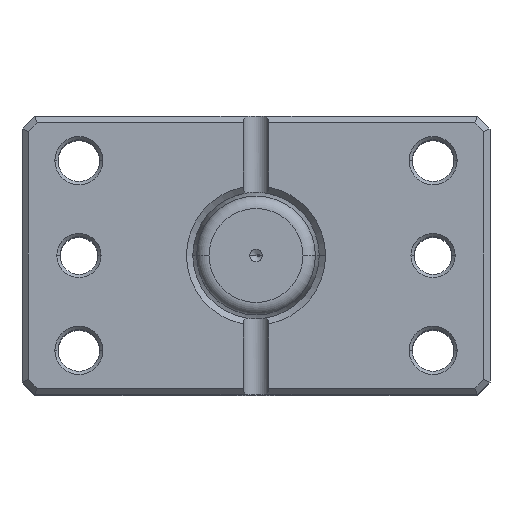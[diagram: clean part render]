
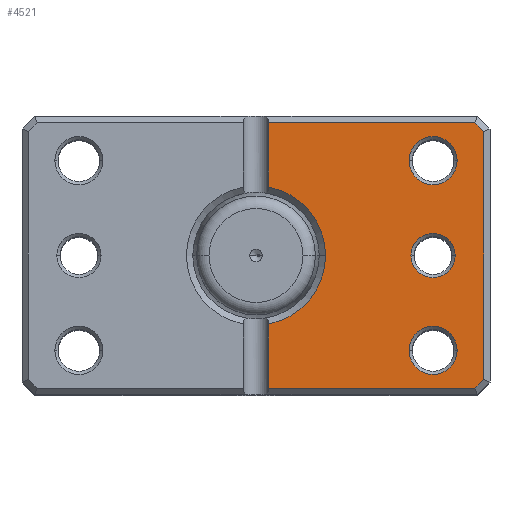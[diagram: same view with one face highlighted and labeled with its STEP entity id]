
A CAD part, top view. The second image highlights one B-rep face of the part: STEP entity #4521.
In plain terms, the highlighted face is planar.
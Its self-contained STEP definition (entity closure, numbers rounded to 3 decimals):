
#43 = VECTOR ( 'NONE', #3486, 1000. ) ;
#75 = CIRCLE ( 'NONE', #4359, 3.5 ) ;
#211 = CARTESIAN_POINT ( 'NONE',  ( -11., 0., 0. ) ) ;
#230 = VERTEX_POINT ( 'NONE', #1328 ) ;
#346 = CARTESIAN_POINT ( 'NONE',  ( -28., 0., 0. ) ) ;
#358 = DIRECTION ( 'NONE',  ( 1., 0., 0. ) ) ;
#371 = CARTESIAN_POINT ( 'NONE',  ( -2., -21., 0. ) ) ;
#400 = VERTEX_POINT ( 'NONE', #1658 ) ;
#418 = DIRECTION ( 'NONE',  ( 0., 0., 1. ) ) ;
#548 = CARTESIAN_POINT ( 'NONE',  ( -24.2, -15., 0. ) ) ;
#549 = AXIS2_PLACEMENT_3D ( 'NONE', #1888, #5734, #2452 ) ;
#582 = CARTESIAN_POINT ( 'NONE',  ( -28., 15., 0. ) ) ;
#769 = DIRECTION ( 'NONE',  ( -0.707, 0.707, 0. ) ) ;
#811 = CARTESIAN_POINT ( 'NONE',  ( -34.586, 21., 0. ) ) ;
#846 = ORIENTED_EDGE ( 'NONE', *, *, #2026, .T. ) ;
#857 = VECTOR ( 'NONE', #4328, 1000. ) ;
#860 = PLANE ( 'NONE',  #2610 ) ;
#936 = FACE_BOUND ( 'NONE', #4703, .T. ) ;
#943 = EDGE_CURVE ( 'NONE', #230, #1817, #5229, .T. ) ;
#966 = ORIENTED_EDGE ( 'NONE', *, *, #5702, .T. ) ;
#1028 = AXIS2_PLACEMENT_3D ( 'NONE', #2737, #6598, #3297 ) ;
#1043 = EDGE_CURVE ( 'NONE', #1421, #4010, #6019, .T. ) ;
#1061 = VERTEX_POINT ( 'NONE', #4221 ) ;
#1107 = FACE_BOUND ( 'NONE', #5819, .T. ) ;
#1130 = CARTESIAN_POINT ( 'NONE',  ( -24.5, 0., 0. ) ) ;
#1133 = DIRECTION ( 'NONE',  ( 1., 0., 0. ) ) ;
#1146 = DIRECTION ( 'NONE',  ( 0., -1., 0. ) ) ;
#1189 = CARTESIAN_POINT ( 'NONE',  ( -28., -15., 0. ) ) ;
#1206 = CARTESIAN_POINT ( 'NONE',  ( -27.793, 27.793, 0. ) ) ;
#1328 = CARTESIAN_POINT ( 'NONE',  ( -36., -19.586, 0. ) ) ;
#1389 = EDGE_CURVE ( 'NONE', #3076, #4173, #75, .T. ) ;
#1396 = CARTESIAN_POINT ( 'NONE',  ( -31.8, 15., 0. ) ) ;
#1421 = VERTEX_POINT ( 'NONE', #1396 ) ;
#1507 = LINE ( 'NONE', #5149, #43 ) ;
#1515 = VERTEX_POINT ( 'NONE', #5741 ) ;
#1658 = CARTESIAN_POINT ( 'NONE',  ( -34.586, -21., 0. ) ) ;
#1734 = DIRECTION ( 'NONE',  ( 1., 0., 0. ) ) ;
#1750 = DIRECTION ( 'NONE',  ( 0.707, 0.707, 0. ) ) ;
#1817 = VERTEX_POINT ( 'NONE', #6056 ) ;
#1849 = ORIENTED_EDGE ( 'NONE', *, *, #6678, .T. ) ;
#1888 = CARTESIAN_POINT ( 'NONE',  ( 0., 0., 0. ) ) ;
#1960 = AXIS2_PLACEMENT_3D ( 'NONE', #5321, #2031, #5875 ) ;
#2026 = EDGE_CURVE ( 'NONE', #4010, #1421, #6177, .T. ) ;
#2031 = DIRECTION ( 'NONE',  ( 0., 0., 1. ) ) ;
#2177 = EDGE_CURVE ( 'NONE', #5268, #1515, #5719, .T. ) ;
#2198 = EDGE_CURVE ( 'NONE', #400, #230, #3920, .T. ) ;
#2293 = CIRCLE ( 'NONE', #1960, 11. ) ;
#2332 = VECTOR ( 'NONE', #1146, 1000. ) ;
#2386 = CARTESIAN_POINT ( 'NONE',  ( -2., 22., 0. ) ) ;
#2420 = ORIENTED_EDGE ( 'NONE', *, *, #1043, .T. ) ;
#2450 = DIRECTION ( 'NONE',  ( 1., 0., 0. ) ) ;
#2452 = DIRECTION ( 'NONE',  ( 1., 0., 0. ) ) ;
#2559 = VERTEX_POINT ( 'NONE', #548 ) ;
#2610 = AXIS2_PLACEMENT_3D ( 'NONE', #6963, #3644, #358 ) ;
#2737 = CARTESIAN_POINT ( 'NONE',  ( -28., -15., 0. ) ) ;
#2971 = CARTESIAN_POINT ( 'NONE',  ( 0., 21., 0. ) ) ;
#3032 = AXIS2_PLACEMENT_3D ( 'NONE', #6371, #3051, #6925 ) ;
#3051 = DIRECTION ( 'NONE',  ( 0., 0., 1. ) ) ;
#3076 = VERTEX_POINT ( 'NONE', #1130 ) ;
#3188 = ORIENTED_EDGE ( 'NONE', *, *, #3748, .T. ) ;
#3230 = AXIS2_PLACEMENT_3D ( 'NONE', #582, #4409, #1133 ) ;
#3296 = EDGE_CURVE ( 'NONE', #1515, #7051, #5418, .T. ) ;
#3297 = DIRECTION ( 'NONE',  ( 1., 0., 0. ) ) ;
#3325 = ORIENTED_EDGE ( 'NONE', *, *, #1389, .T. ) ;
#3351 = EDGE_CURVE ( 'NONE', #6738, #5168, #5242, .T. ) ;
#3417 = ORIENTED_EDGE ( 'NONE', *, *, #5991, .T. ) ;
#3486 = DIRECTION ( 'NONE',  ( -1., 0., 0. ) ) ;
#3541 = ORIENTED_EDGE ( 'NONE', *, *, #2177, .T. ) ;
#3634 = DIRECTION ( 'NONE',  ( 0., 0., 1. ) ) ;
#3644 = DIRECTION ( 'NONE',  ( 0., 0., 1. ) ) ;
#3714 = CARTESIAN_POINT ( 'NONE',  ( -28., 0., 0. ) ) ;
#3748 = EDGE_CURVE ( 'NONE', #1061, #2559, #7088, .T. ) ;
#3821 = ORIENTED_EDGE ( 'NONE', *, *, #6159, .T. ) ;
#3852 = FACE_OUTER_BOUND ( 'NONE', #6758, .T. ) ;
#3920 = LINE ( 'NONE', #4065, #5547 ) ;
#4010 = VERTEX_POINT ( 'NONE', #5727 ) ;
#4011 = EDGE_CURVE ( 'NONE', #7111, #5268, #5655, .T. ) ;
#4019 = DIRECTION ( 'NONE',  ( 0., -1., 0. ) ) ;
#4020 = ORIENTED_EDGE ( 'NONE', *, *, #943, .T. ) ;
#4040 = VECTOR ( 'NONE', #2450, 1000. ) ;
#4041 = AXIS2_PLACEMENT_3D ( 'NONE', #1189, #5022, #1734 ) ;
#4065 = CARTESIAN_POINT ( 'NONE',  ( -27.793, -27.793, 0. ) ) ;
#4173 = VERTEX_POINT ( 'NONE', #7099 ) ;
#4221 = CARTESIAN_POINT ( 'NONE',  ( -31.8, -15., 0. ) ) ;
#4250 = DIRECTION ( 'NONE',  ( 1., 0., 0. ) ) ;
#4307 = CARTESIAN_POINT ( 'NONE',  ( -36., 0., 0. ) ) ;
#4328 = DIRECTION ( 'NONE',  ( 0., 1., 0. ) ) ;
#4346 = EDGE_LOOP ( 'NONE', ( #1849, #3325 ) ) ;
#4359 = AXIS2_PLACEMENT_3D ( 'NONE', #346, #3634, #5585 ) ;
#4388 = CARTESIAN_POINT ( 'NONE',  ( -2., 21., 0. ) ) ;
#4409 = DIRECTION ( 'NONE',  ( 0., 0., 1. ) ) ;
#4521 = ADVANCED_FACE ( 'NONE', ( #6630, #1107, #936, #3852 ), #860, .F. ) ;
#4703 = EDGE_LOOP ( 'NONE', ( #2420, #846 ) ) ;
#4842 = EDGE_CURVE ( 'NONE', #1817, #7111, #7151, .T. ) ;
#4851 = CIRCLE ( 'NONE', #6366, 3.5 ) ;
#4936 = CIRCLE ( 'NONE', #4041, 3.8 ) ;
#5022 = DIRECTION ( 'NONE',  ( 0., 0., 1. ) ) ;
#5093 = ORIENTED_EDGE ( 'NONE', *, *, #3351, .T. ) ;
#5149 = CARTESIAN_POINT ( 'NONE',  ( 0., -21., 0. ) ) ;
#5168 = VERTEX_POINT ( 'NONE', #371 ) ;
#5229 = LINE ( 'NONE', #4307, #857 ) ;
#5242 = LINE ( 'NONE', #5534, #2332 ) ;
#5255 = ORIENTED_EDGE ( 'NONE', *, *, #3296, .T. ) ;
#5268 = VERTEX_POINT ( 'NONE', #4388 ) ;
#5321 = CARTESIAN_POINT ( 'NONE',  ( 0., 0., 0. ) ) ;
#5418 = CIRCLE ( 'NONE', #549, 11. ) ;
#5534 = CARTESIAN_POINT ( 'NONE',  ( -2., 22., 0. ) ) ;
#5547 = VECTOR ( 'NONE', #769, 1000. ) ;
#5585 = DIRECTION ( 'NONE',  ( 1., 0., 0. ) ) ;
#5644 = VECTOR ( 'NONE', #1750, 1000. ) ;
#5655 = LINE ( 'NONE', #2971, #4040 ) ;
#5702 = EDGE_CURVE ( 'NONE', #7051, #6738, #2293, .T. ) ;
#5715 = ORIENTED_EDGE ( 'NONE', *, *, #4842, .T. ) ;
#5719 = LINE ( 'NONE', #2386, #7062 ) ;
#5727 = CARTESIAN_POINT ( 'NONE',  ( -24.2, 15., 0. ) ) ;
#5734 = DIRECTION ( 'NONE',  ( 0., 0., 1. ) ) ;
#5741 = CARTESIAN_POINT ( 'NONE',  ( -2., 10.817, 0. ) ) ;
#5819 = EDGE_LOOP ( 'NONE', ( #3188, #3417 ) ) ;
#5875 = DIRECTION ( 'NONE',  ( 1., 0., 0. ) ) ;
#5895 = ORIENTED_EDGE ( 'NONE', *, *, #4011, .T. ) ;
#5967 = CARTESIAN_POINT ( 'NONE',  ( -2., -10.817, 0. ) ) ;
#5991 = EDGE_CURVE ( 'NONE', #2559, #1061, #4936, .T. ) ;
#6019 = CIRCLE ( 'NONE', #3032, 3.8 ) ;
#6056 = CARTESIAN_POINT ( 'NONE',  ( -36., 19.586, 0. ) ) ;
#6159 = EDGE_CURVE ( 'NONE', #5168, #400, #1507, .T. ) ;
#6177 = CIRCLE ( 'NONE', #3230, 3.8 ) ;
#6272 = ORIENTED_EDGE ( 'NONE', *, *, #2198, .T. ) ;
#6366 = AXIS2_PLACEMENT_3D ( 'NONE', #3714, #418, #4250 ) ;
#6371 = CARTESIAN_POINT ( 'NONE',  ( -28., 15., 0. ) ) ;
#6598 = DIRECTION ( 'NONE',  ( 0., 0., 1. ) ) ;
#6630 = FACE_BOUND ( 'NONE', #4346, .T. ) ;
#6678 = EDGE_CURVE ( 'NONE', #4173, #3076, #4851, .T. ) ;
#6738 = VERTEX_POINT ( 'NONE', #5967 ) ;
#6758 = EDGE_LOOP ( 'NONE', ( #3541, #5255, #966, #5093, #3821, #6272, #4020, #5715, #5895 ) ) ;
#6925 = DIRECTION ( 'NONE',  ( 1., 0., 0. ) ) ;
#6963 = CARTESIAN_POINT ( 'NONE',  ( 0., 0., 0. ) ) ;
#7051 = VERTEX_POINT ( 'NONE', #211 ) ;
#7062 = VECTOR ( 'NONE', #4019, 1000. ) ;
#7088 = CIRCLE ( 'NONE', #1028, 3.8 ) ;
#7099 = CARTESIAN_POINT ( 'NONE',  ( -31.5, 0., 0. ) ) ;
#7111 = VERTEX_POINT ( 'NONE', #811 ) ;
#7151 = LINE ( 'NONE', #1206, #5644 ) ;
